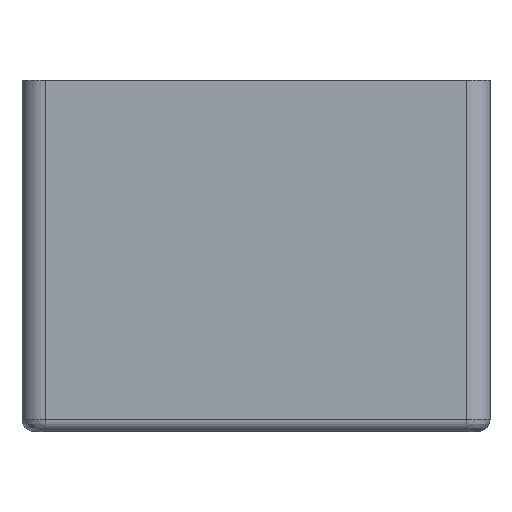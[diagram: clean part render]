
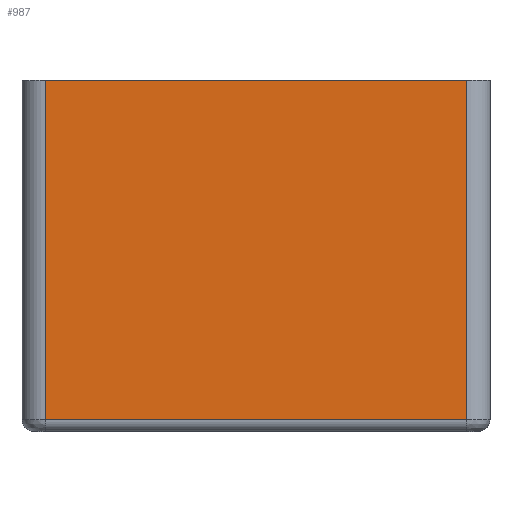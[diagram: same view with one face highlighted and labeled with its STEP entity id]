
A CAD part, front view. The second image highlights one B-rep face of the part: STEP entity #987.
In plain terms, the highlighted planar face has unit normal (0, -1, 0).
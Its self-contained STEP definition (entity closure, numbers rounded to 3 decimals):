
#29=PLANE('',#1074);
#81=FACE_OUTER_BOUND('',#140,.T.);
#140=EDGE_LOOP('',(#721,#722,#723,#724));
#202=LINE('',#1442,#305);
#213=LINE('',#1526,#316);
#214=LINE('',#1530,#317);
#215=LINE('',#1531,#318);
#305=VECTOR('',#1151,10.);
#316=VECTOR('',#1204,10.);
#317=VECTOR('',#1209,10.);
#318=VECTOR('',#1210,10.);
#445=VERTEX_POINT('',#1435);
#448=VERTEX_POINT('',#1440);
#464=VERTEX_POINT('',#1525);
#465=VERTEX_POINT('',#1529);
#539=EDGE_CURVE('',#448,#445,#202,.T.);
#565=EDGE_CURVE('',#445,#464,#213,.T.);
#567=EDGE_CURVE('',#448,#465,#214,.T.);
#568=EDGE_CURVE('',#464,#465,#215,.T.);
#721=ORIENTED_EDGE('',*,*,#539,.F.);
#722=ORIENTED_EDGE('',*,*,#567,.T.);
#723=ORIENTED_EDGE('',*,*,#568,.F.);
#724=ORIENTED_EDGE('',*,*,#565,.F.);
#987=ADVANCED_FACE('',(#81),#29,.T.);
#1074=AXIS2_PLACEMENT_3D('',#1528,#1207,#1208);
#1151=DIRECTION('',(-1.,0.,0.));
#1204=DIRECTION('',(0.,0.,1.));
#1207=DIRECTION('center_axis',(0.,-1.,0.));
#1208=DIRECTION('ref_axis',(1.,0.,0.));
#1209=DIRECTION('',(0.,0.,1.));
#1210=DIRECTION('',(1.,0.,0.));
#1435=CARTESIAN_POINT('',(2.,0.,1.));
#1440=CARTESIAN_POINT('',(38.,0.,1.));
#1442=CARTESIAN_POINT('',(11.,0.,1.));
#1525=CARTESIAN_POINT('',(2.,0.,30.));
#1526=CARTESIAN_POINT('',(2.,0.,0.));
#1528=CARTESIAN_POINT('Origin',(2.,0.,0.));
#1529=CARTESIAN_POINT('',(38.,0.,30.));
#1530=CARTESIAN_POINT('',(38.,0.,0.));
#1531=CARTESIAN_POINT('',(2.,0.,30.));
